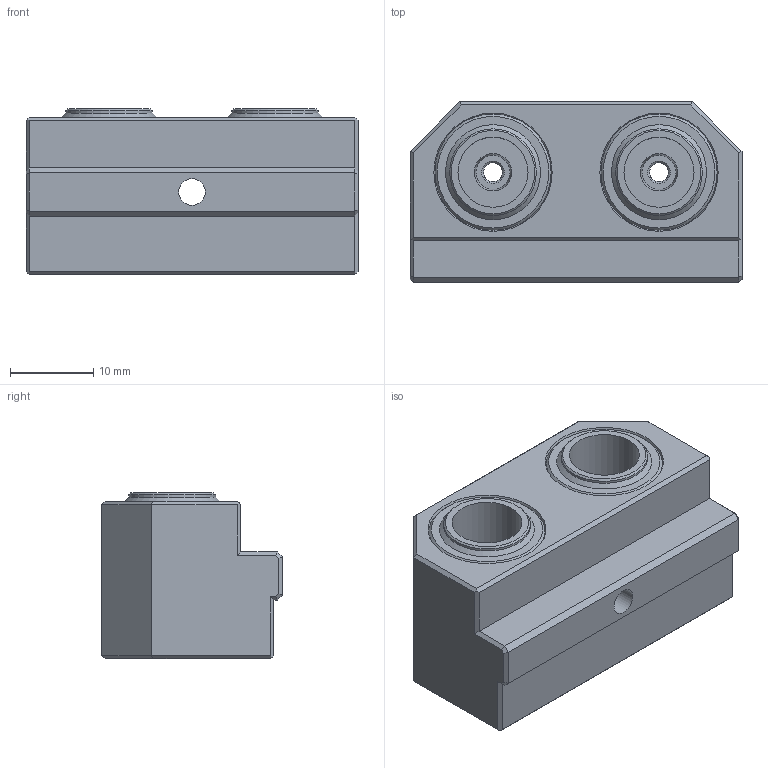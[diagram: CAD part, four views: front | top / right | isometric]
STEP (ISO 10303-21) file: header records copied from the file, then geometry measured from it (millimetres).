
FILE_DESCRIPTION(('Open CASCADE Model'),'2;1');
FILE_NAME('Open CASCADE Shape Model','2024-07-24T15:52:14',('Author'),( 'Open CASCADE'),'Open CASCADE STEP processor 7.7','Open CASCADE 7.7' ,'Unknown');
FILE_SCHEMA(('AUTOMOTIVE_DESIGN { 1 0 10303 214 1 1 1 1 }'));
Length unit declared in the file: millimetre
Products named in the file (8): e0e989bf-4980-11ef-a4ca-bcc7469dd9ff; e0e989bf-4980-11ef-a4ca-bcc7469dd9ff_part; Body; Body_part; Tool 0; Tool 0_part; Tool 1; Tool 1_part
Assembly tree (7 placements, depth 3):
  e0e989bf-4980-11ef-a4ca-bcc7469dd9ff
    e0e989bf-4980-11ef-a4ca-bcc7469dd9ff_part
    Body
      Body_part
    Tool 0
      Tool 0_part
    Tool 1
      Tool 1_part
Bounding box: 40 x 21.75 x 20 mm (x, y, z)
Volume: 12673.7 mm3; surface area: 8019.4 mm2
Topology: 3 solids, 3 shells, 131 faces, 280 edges, 166 vertices
Faces by surface type: plane 75, cone 32, cylinder 22, bspline 2
Full cylindrical faces by diameter (mm): 2.3 x2, 3.2 x1, 4.1 x2, 5.8 x1, 8.45 x2, 10.45 x2, 12.45 x4, 14.45 x8
Entity records: 7580 total; most frequent: CARTESIAN_POINT 1555, DIRECTION 1153, LINE 656, VECTOR 656, ORIENTED_EDGE 560, PCURVE 560, DEFINITIONAL_REPRESENTATION 560, EDGE_CURVE 280
